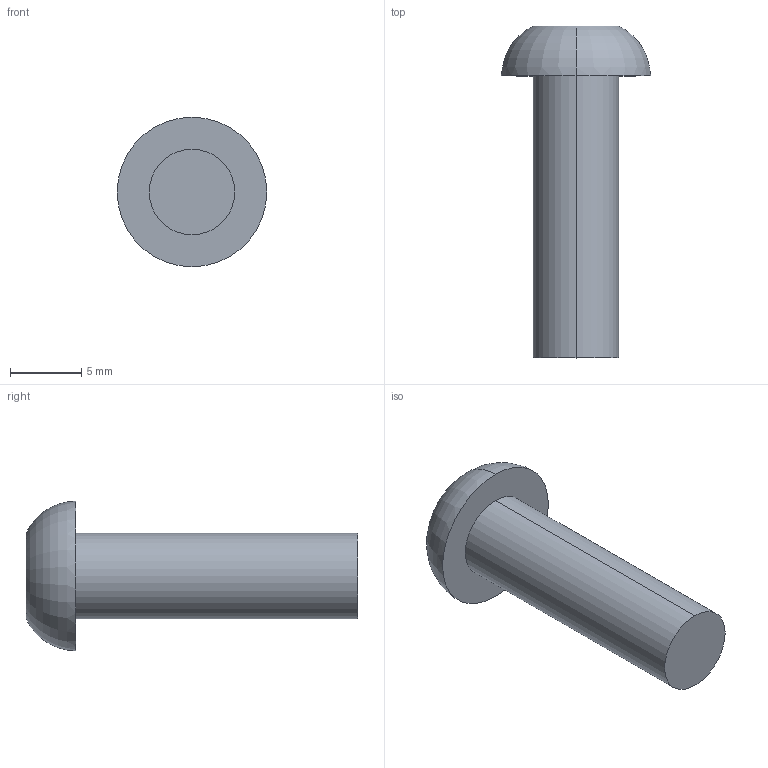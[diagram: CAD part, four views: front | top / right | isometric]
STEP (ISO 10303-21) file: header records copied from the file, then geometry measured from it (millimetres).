
FILE_DESCRIPTION (( 'STEP AP214' ), '1' );
FILE_NAME ('A796 Âèíò òîðöåâîé Ì6 õ 20.STEP', '2025-06-24T11:17:31', ( '' ), ( '' ), 'SwSTEP 2.0', 'SolidWorks 2025', '' );
FILE_SCHEMA (( 'AUTOMOTIVE_DESIGN' ));
Length unit declared in the file: millimetre
Products named in the file (1): A796 Винт торцевой М6 х 20
Bounding box: 10.5 x 23.3 x 10.5 mm (x, y, z)
Volume: 766.6 mm3; surface area: 643.3 mm2
Topology: 1 solids, 1 shells, 14 faces, 30 edges, 20 vertices
Faces by surface type: plane 10, torus 2, cylinder 2
Entity records: 407 total; most frequent: DIRECTION 70, CARTESIAN_POINT 65, ORIENTED_EDGE 60, EDGE_CURVE 30, AXIS2_PLACEMENT_3D 25, VECTOR 20, LINE 20, VERTEX_POINT 20
